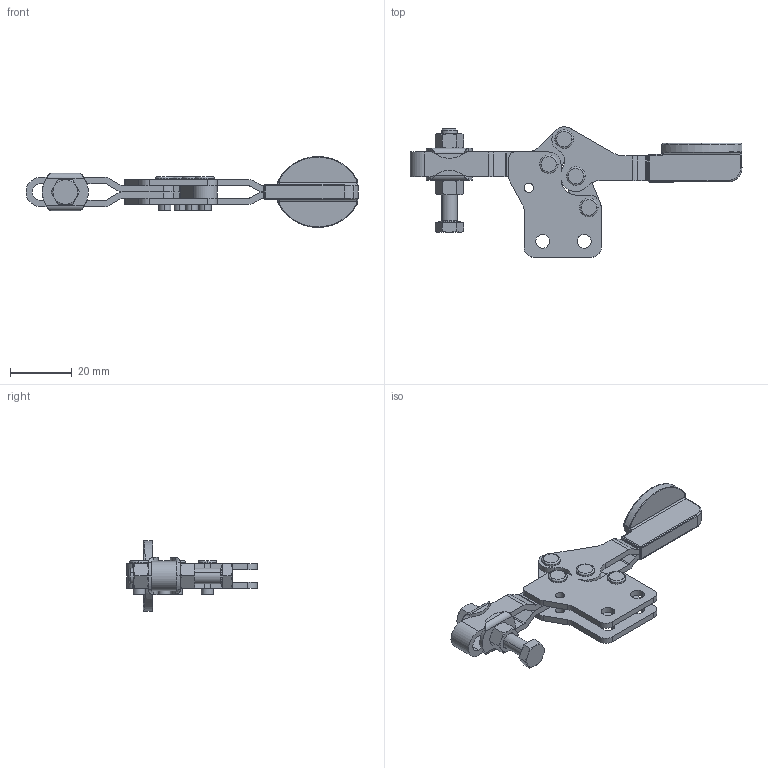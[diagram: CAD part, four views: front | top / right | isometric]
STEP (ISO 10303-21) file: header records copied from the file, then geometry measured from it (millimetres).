
FILE_DESCRIPTION((''),'2;1');
FILE_NAME('100.1.stp','2005-09-27T15:00:22',('Kysilko'),(''),'Autodesk Inventor 8','Autodesk Inventor 8','');
FILE_SCHEMA(('AUTOMOTIVE_DESIGN { 1 0 10303 214 1 1 1 1 }'));
Length unit declared in the file: millimetre
Products named in the file (1): Part3
Bounding box: 107.67 x 42.25 x 23 mm (x, y, z)
Volume: 11121 mm3; surface area: 11144 mm2
Topology: 1 solids, 1 shells, 428 faces, 1144 edges, 707 vertices
Faces by surface type: cylinder 146, plane 102, bspline 93, cone 50, torus 29, sphere 8
Entity records: 16054 total; most frequent: CARTESIAN_POINT 5560, ORIENTED_EDGE 2254, DIRECTION 2214, EDGE_CURVE 1127, AXIS2_PLACEMENT_3D 863, VERTEX_POINT 707, CIRCLE 515, VECTOR 488
